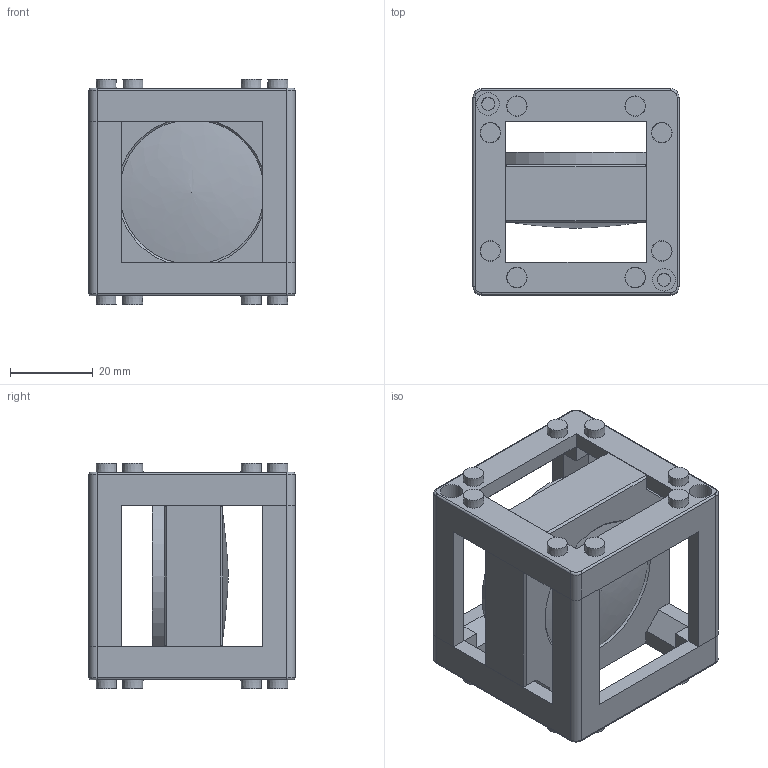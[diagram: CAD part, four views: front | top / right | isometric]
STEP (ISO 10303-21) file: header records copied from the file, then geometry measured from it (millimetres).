
FILE_DESCRIPTION(/* description */ (''),/* implementation_level */ '2;1');
FILE_NAME(/* name */ 'Assembly_Cube_Lens_holder_50mm_v3.stp',/* time_stamp */ '2022-09-29T11:29:13+02:00',/* author */ ('UC2'),/* organization */ (''),/* preprocessor_version */ 'ST-DEVELOPER v18.1',/* originating_system */ 'Autodesk Inventor 2022',/* authorisation */ '');
FILE_SCHEMA (('AUTOMOTIVE_DESIGN { 1 0 10303 214 3 1 1 }'));
Products named in the file (6): Assembly_Cube_Lens_holder_50mm_v3; Assembly_Cube_empty_IM_v3; 10_Cube_1x1_IM; 20_Cube_Insert_Filter_25mm; 20_Cube_Insert_Lens_neg_50mm_India_lid; 00_Lens_India_50mm
Assembly tree (6 placements, depth 3):
  Assembly_Cube_Lens_holder_50mm_v3
    Assembly_Cube_empty_IM_v3
      10_Cube_1x1_IM  x2
    20_Cube_Insert_Filter_25mm
    20_Cube_Insert_Lens_neg_50mm_India_lid
    00_Lens_India_50mm
Bounding box: 49.82 x 49.8 x 54.5 mm (x, y, z)
Volume: 46615.6 mm3; surface area: 31610.1 mm2
Topology: 5 solids, 5 shells, 410 faces, 1062 edges, 692 vertices
Faces by surface type: plane 233, cylinder 83, bspline 69, cone 17, torus 8
Full cylindrical faces by diameter (mm): 3.1 x4, 5.5 x4, 35 x2, 36.176 x1, 39.792 x1, 40.2 x6, 41.573 x5, 45 x1
Entity records: 16223 total; most frequent: CARTESIAN_POINT 8872, ORIENTED_EDGE 1608, DIRECTION 1234, EDGE_CURVE 804, VERTEX_POINT 524, LINE 518, VECTOR 518, AXIS2_PLACEMENT_3D 358
